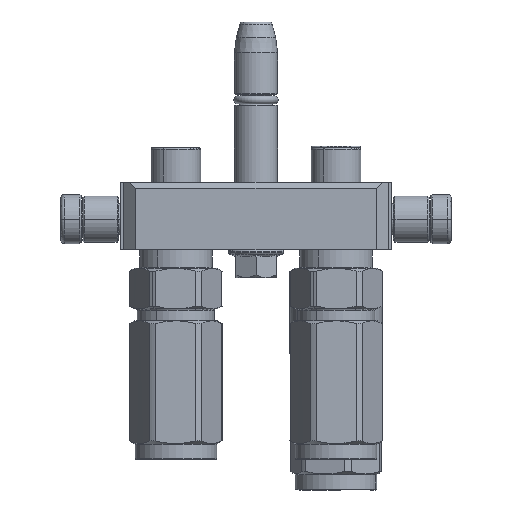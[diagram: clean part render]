
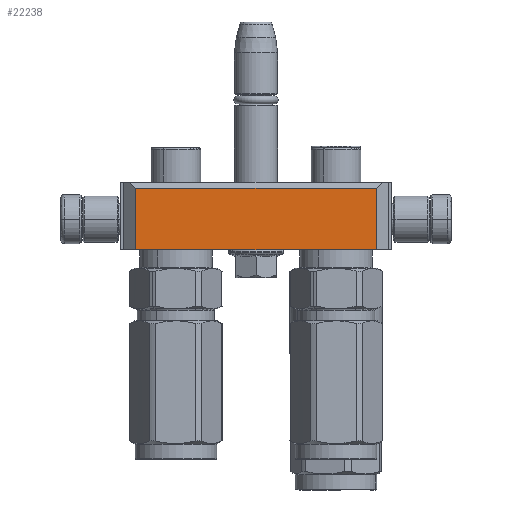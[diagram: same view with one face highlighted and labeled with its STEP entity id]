
A CAD part, left-side view. The second image highlights one B-rep face of the part: STEP entity #22238.
In plain terms, the highlighted planar face has unit normal (-1, 0, 0).
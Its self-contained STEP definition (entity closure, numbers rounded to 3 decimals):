
#2136 = FACE_OUTER_BOUND ( 'NONE', #42332, .T. ) ;
#5010 = VERTEX_POINT ( 'NONE', #5627 ) ;
#5627 = CARTESIAN_POINT ( 'NONE',  ( -40., 39., 2. ) ) ;
#6327 = DIRECTION ( 'NONE',  ( 0., -1., 0. ) ) ;
#7175 = DIRECTION ( 'NONE',  ( 0., 0., -1. ) ) ;
#10572 = EDGE_CURVE ( 'NONE', #11304, #5010, #44766, .T. ) ;
#11304 = VERTEX_POINT ( 'NONE', #42063 ) ;
#13442 = CARTESIAN_POINT ( 'NONE',  ( -40., 39., 22. ) ) ;
#15466 = DIRECTION ( 'NONE',  ( 0., 1., 0. ) ) ;
#15866 = ORIENTED_EDGE ( 'NONE', *, *, #10572, .F. ) ;
#16133 = CARTESIAN_POINT ( 'NONE',  ( -40., 44., 0. ) ) ;
#20620 = PLANE ( 'NONE',  #21764 ) ;
#21764 = AXIS2_PLACEMENT_3D ( 'NONE', #16133, #29259, #6327 ) ;
#21915 = VERTEX_POINT ( 'NONE', #31341 ) ;
#22238 = ADVANCED_FACE ( 'NONE', ( #2136 ), #20620, .T. ) ;
#22436 = LINE ( 'NONE', #25852, #26004 ) ;
#24745 = DIRECTION ( 'NONE',  ( 0., 0., -1. ) ) ;
#25419 = VERTEX_POINT ( 'NONE', #13442 ) ;
#25852 = CARTESIAN_POINT ( 'NONE',  ( -40., 39., 22. ) ) ;
#26004 = VECTOR ( 'NONE', #7175, 1000. ) ;
#28763 = CARTESIAN_POINT ( 'NONE',  ( -40., -39., 22. ) ) ;
#29259 = DIRECTION ( 'NONE',  ( -1., 0., 0. ) ) ;
#30487 = VECTOR ( 'NONE', #32676, 1000. ) ;
#31341 = CARTESIAN_POINT ( 'NONE',  ( -40., -39., 22. ) ) ;
#32401 = VECTOR ( 'NONE', #15466, 1000. ) ;
#32676 = DIRECTION ( 'NONE',  ( 0., -1., 0. ) ) ;
#41943 = ORIENTED_EDGE ( 'NONE', *, *, #52754, .F. ) ;
#42017 = ORIENTED_EDGE ( 'NONE', *, *, #60262, .F. ) ;
#42063 = CARTESIAN_POINT ( 'NONE',  ( -40., -39., 2. ) ) ;
#42332 = EDGE_LOOP ( 'NONE', ( #41943, #55256, #15866, #42017 ) ) ;
#44745 = VECTOR ( 'NONE', #24745, 1000. ) ;
#44766 = LINE ( 'NONE', #52979, #32401 ) ;
#45790 = LINE ( 'NONE', #46499, #30487 ) ;
#46499 = CARTESIAN_POINT ( 'NONE',  ( -40., 39., 22. ) ) ;
#50586 = LINE ( 'NONE', #28763, #44745 ) ;
#52754 = EDGE_CURVE ( 'NONE', #25419, #21915, #45790, .T. ) ;
#52979 = CARTESIAN_POINT ( 'NONE',  ( -40., -39., 2. ) ) ;
#55256 = ORIENTED_EDGE ( 'NONE', *, *, #59569, .T. ) ;
#59569 = EDGE_CURVE ( 'NONE', #25419, #5010, #22436, .T. ) ;
#60262 = EDGE_CURVE ( 'NONE', #21915, #11304, #50586, .T. ) ;
